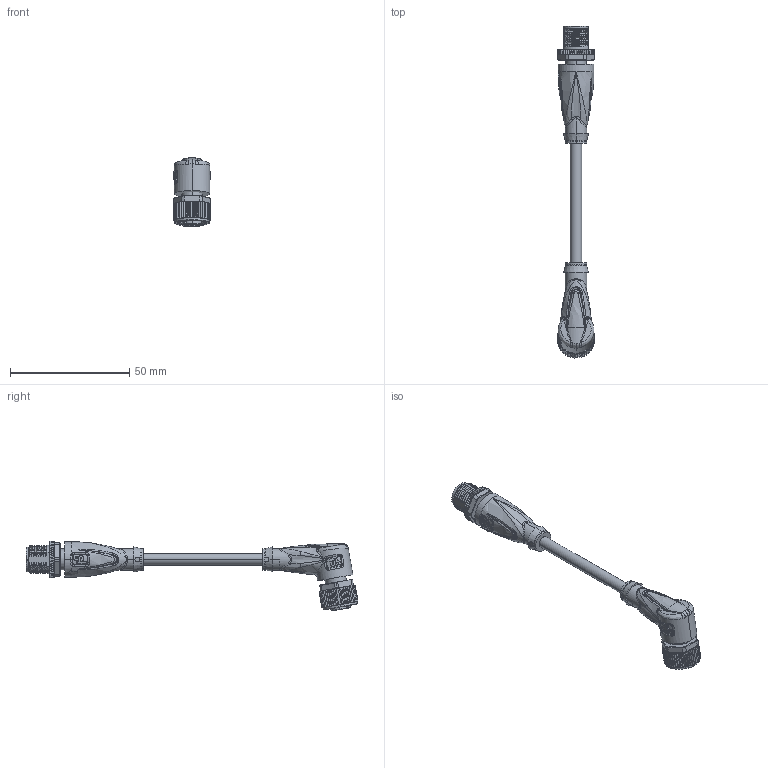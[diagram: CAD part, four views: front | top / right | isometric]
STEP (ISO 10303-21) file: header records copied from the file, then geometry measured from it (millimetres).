
FILE_DESCRIPTION(('STEP AP214'),'1');
FILE_NAME('cctmp_70B4D125-ADF3-4CBB-BCF8-653A89A6F8A9_2022_04_27_10_37_06_0040..stp','2022-04-27T08:37:15',('KiM GmbH'),('CADClick - www.CADClick.com'),'Spatial InterOp 3D postprocessed',' ','unknown authorization');
FILE_SCHEMA(('AUTOMOTIVE_DESIGN'));
Length unit declared in the file: millimetre
Products named in the file (10): Connection2; Connection2_2; Connection2_1; T48140_1; Cable; Connection1; Connection1_3; Connection1_2; Connection1_1; T48140
Assembly tree (9 placements, depth 4):
  T48140
    T48140_1
      Connection2
        Connection2_2
        Connection2_1
      Cable
      Connection1
        Connection1_3
        Connection1_2
        Connection1_1
Bounding box: 15.4 x 138.96 x 29.23 mm (x, y, z)
Volume: 12866.7 mm3; surface area: 9706.7 mm2
Topology: 10 solids, 32 shells, 2297 faces, 5942 edges, 3739 vertices
Faces by surface type: plane 987, cylinder 526, torus 339, bspline 295, cone 134, sphere 12, extrusion 4
Entity records: 108786 total; most frequent: CARTESIAN_POINT 47608, ORIENTED_EDGE 11780, DIRECTION 10624, EDGE_CURVE 5912, AXIS2_PLACEMENT_3D 3866, VERTEX_POINT 3739, VECTOR 2892, LINE 2888
